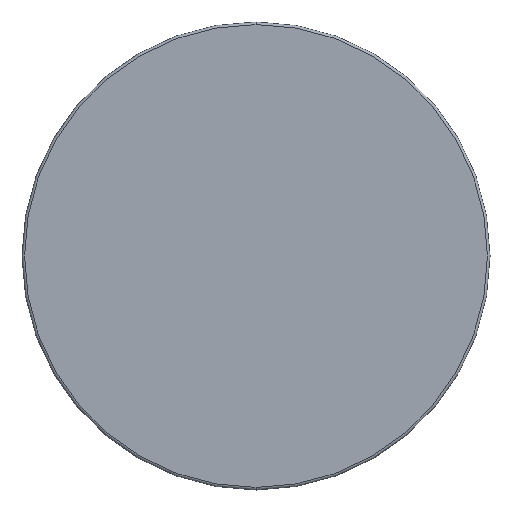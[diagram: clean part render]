
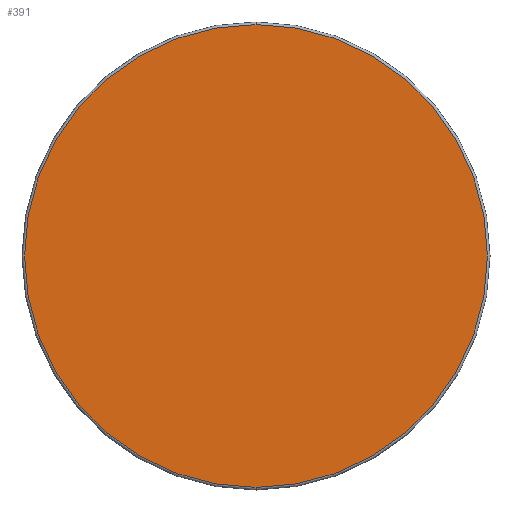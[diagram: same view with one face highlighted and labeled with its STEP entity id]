
A CAD part, front view. The second image highlights one B-rep face of the part: STEP entity #391.
In plain terms, the highlighted planar face has unit normal (0, -1, 0).
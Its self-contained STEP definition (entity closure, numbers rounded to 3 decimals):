
#5 = CARTESIAN_POINT ( 'NONE',  ( 0., 0., 0. ) ) ;
#18 = AXIS2_PLACEMENT_3D ( 'NONE', #81, #176, #392 ) ;
#45 = CIRCLE ( 'NONE', #293, 17.95 ) ;
#81 = CARTESIAN_POINT ( 'NONE',  ( 0., 0., 0. ) ) ;
#123 = ORIENTED_EDGE ( 'NONE', *, *, #267, .T. ) ;
#133 = FACE_OUTER_BOUND ( 'NONE', #335, .T. ) ;
#147 = CIRCLE ( 'NONE', #167, 17.95 ) ;
#167 = AXIS2_PLACEMENT_3D ( 'NONE', #5, #344, #312 ) ;
#171 = CARTESIAN_POINT ( 'NONE',  ( 0., 0., 17.95 ) ) ;
#176 = DIRECTION ( 'NONE',  ( 0., 1., 0. ) ) ;
#229 = ORIENTED_EDGE ( 'NONE', *, *, #409, .T. ) ;
#253 = DIRECTION ( 'NONE',  ( 0., -1., 0. ) ) ;
#267 = EDGE_CURVE ( 'NONE', #379, #325, #147, .T. ) ;
#285 = DIRECTION ( 'NONE',  ( 0., 0., 1. ) ) ;
#293 = AXIS2_PLACEMENT_3D ( 'NONE', #420, #253, #285 ) ;
#312 = DIRECTION ( 'NONE',  ( 0., 0., 1. ) ) ;
#316 = PLANE ( 'NONE',  #18 ) ;
#325 = VERTEX_POINT ( 'NONE', #341 ) ;
#335 = EDGE_LOOP ( 'NONE', ( #123, #229 ) ) ;
#341 = CARTESIAN_POINT ( 'NONE',  ( 0., 0., -17.95 ) ) ;
#344 = DIRECTION ( 'NONE',  ( 0., -1., 0. ) ) ;
#379 = VERTEX_POINT ( 'NONE', #171 ) ;
#391 = ADVANCED_FACE ( 'NONE', ( #133 ), #316, .F. ) ;
#392 = DIRECTION ( 'NONE',  ( 0., 0., 1. ) ) ;
#409 = EDGE_CURVE ( 'NONE', #325, #379, #45, .T. ) ;
#420 = CARTESIAN_POINT ( 'NONE',  ( 0., 0., 0. ) ) ;
